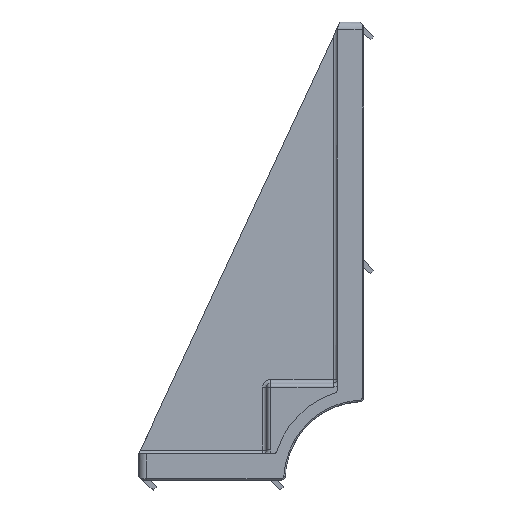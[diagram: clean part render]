
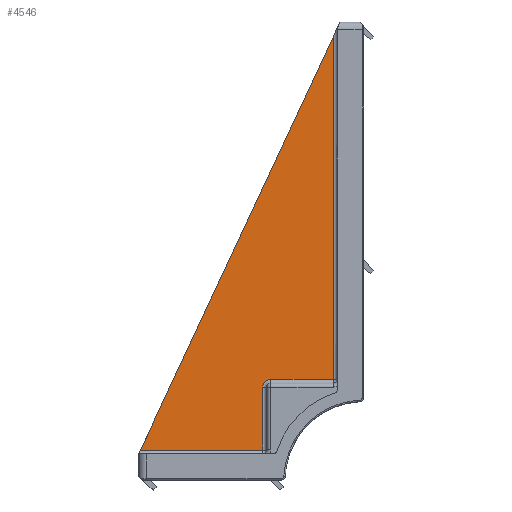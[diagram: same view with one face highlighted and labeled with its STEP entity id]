
A CAD part, top view. The second image highlights one B-rep face of the part: STEP entity #4546.
In plain terms, the highlighted planar face has unit normal (-0.012, 0.012, 1).
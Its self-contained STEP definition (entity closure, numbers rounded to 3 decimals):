
#99=PLANE($,#4867);
#234=FACE_OUTER_BOUND($,#511,.T.);
#511=EDGE_LOOP($,(#3126,#3127,#3128,#3129,#3130,#3131));
#796=B_SPLINE_CURVE_WITH_KNOTS($,3,(#6918,#6919,#6920,#6921,#6922,#6923,
#6924,#6925,#6926,#6927,#6928,#6929,#6930,#6931,#6932,#6933,#6934,#6935,
#6936,#6937,#6938,#6939,#6940,#6941,#6942,#6943,#6944,#6945),
 .UNSPECIFIED.,.F.,.F.,(4,3,3,3,3,3,3,3,3,4),(0.,0.136,0.228,
0.25,0.26,0.5,0.734,
0.74,0.75,1.),.UNSPECIFIED.);
#1022=LINE($,#6728,#1411);
#1044=LINE($,#6909,#1433);
#1045=LINE($,#6914,#1434);
#1046=LINE($,#6915,#1435);
#1047=LINE($,#6917,#1436);
#1411=VECTOR($,#5336,174.554);
#1433=VECTOR($,#5408,46.772);
#1434=VECTOR($,#5413,24.002);
#1435=VECTOR($,#5414,131.207);
#1436=VECTOR($,#5415,24.002);
#1912=VERTEX_POINT($,#6725);
#1913=VERTEX_POINT($,#6727);
#1949=VERTEX_POINT($,#6908);
#1950=VERTEX_POINT($,#6912);
#1951=VERTEX_POINT($,#6913);
#1952=VERTEX_POINT($,#6916);
#2357=EDGE_CURVE($,#1913,#1912,#1022,.T.);
#2402=EDGE_CURVE($,#1912,#1949,#1044,.T.);
#2404=EDGE_CURVE($,#1950,#1951,#1045,.T.);
#2405=EDGE_CURVE($,#1951,#1913,#1046,.T.);
#2406=EDGE_CURVE($,#1949,#1952,#1047,.T.);
#2407=EDGE_CURVE($,#1952,#1950,#796,.T.);
#3126=ORIENTED_EDGE($,*,*,#2404,.T.);
#3127=ORIENTED_EDGE($,*,*,#2405,.T.);
#3128=ORIENTED_EDGE($,*,*,#2357,.T.);
#3129=ORIENTED_EDGE($,*,*,#2402,.T.);
#3130=ORIENTED_EDGE($,*,*,#2406,.T.);
#3131=ORIENTED_EDGE($,*,*,#2407,.T.);
#4546=ADVANCED_FACE($,(#234),#99,.T.);
#4867=AXIS2_PLACEMENT_3D($,#6911,#5411,#5412);
#5336=DIRECTION($,(-0.423,-0.906,0.006));
#5408=DIRECTION($,(1.,0.,0.012));
#5411=DIRECTION('center_axis',(-0.012,0.012,1.));
#5412=DIRECTION('ref_axis',(0.,-1.,0.012));
#5413=DIRECTION($,(1.,0.,0.012));
#5414=DIRECTION($,(0.,1.,-0.012));
#5415=DIRECTION($,(0.,1.,-0.012));
#6725=CARTESIAN_POINT('',(-85.25,11.481,-14.324));
#6727=CARTESIAN_POINT('',(-11.481,169.678,-15.366));
#6728=CARTESIAN_POINT($,(-11.481,169.678,-15.366));
#6908=CARTESIAN_POINT('',(-38.481,11.481,-13.746));
#6909=CARTESIAN_POINT($,(-92.188,11.481,-14.409));
#6911=CARTESIAN_POINT('Origin',(-15.,15.,-13.5));
#6912=CARTESIAN_POINT('',(-35.481,38.481,-14.043));
#6913=CARTESIAN_POINT('',(-11.481,38.481,-13.746));
#6914=CARTESIAN_POINT($,(-35.481,38.481,-14.043));
#6915=CARTESIAN_POINT($,(-11.481,15.001,-13.457));
#6916=CARTESIAN_POINT('',(-38.481,35.481,-14.043));
#6917=CARTESIAN_POINT($,(-38.481,14.996,-13.79));
#6918=CARTESIAN_POINT('Ctrl Pts',(-38.481,35.481,-14.043));
#6919=CARTESIAN_POINT('Ctrl Pts',(-38.481,35.689,-14.045));
#6920=CARTESIAN_POINT('Ctrl Pts',(-38.46,35.892,-14.047));
#6921=CARTESIAN_POINT('Ctrl Pts',(-38.419,36.091,-14.049));
#6922=CARTESIAN_POINT('Ctrl Pts',(-38.391,36.227,-14.051));
#6923=CARTESIAN_POINT('Ctrl Pts',(-38.353,36.361,-14.052));
#6924=CARTESIAN_POINT('Ctrl Pts',(-38.306,36.494,-14.053));
#6925=CARTESIAN_POINT('Ctrl Pts',(-38.295,36.524,-14.053));
#6926=CARTESIAN_POINT('Ctrl Pts',(-38.284,36.553,-14.053));
#6927=CARTESIAN_POINT('Ctrl Pts',(-38.271,36.586,-14.054));
#6928=CARTESIAN_POINT('Ctrl Pts',(-38.265,36.6,-14.054));
#6929=CARTESIAN_POINT('Ctrl Pts',(-38.259,36.615,-14.054));
#6930=CARTESIAN_POINT('Ctrl Pts',(-38.253,36.63,-14.054));
#6931=CARTESIAN_POINT('Ctrl Pts',(-38.101,36.996,-14.057));
#6932=CARTESIAN_POINT('Ctrl Pts',(-37.884,37.321,-14.058));
#6933=CARTESIAN_POINT('Ctrl Pts',(-37.603,37.603,-14.058));
#6934=CARTESIAN_POINT('Ctrl Pts',(-37.328,37.877,-14.058));
#6935=CARTESIAN_POINT('Ctrl Pts',(-37.013,38.09,-14.057));
#6936=CARTESIAN_POINT('Ctrl Pts',(-36.657,38.241,-14.054));
#6937=CARTESIAN_POINT('Ctrl Pts',(-36.648,38.245,-14.054));
#6938=CARTESIAN_POINT('Ctrl Pts',(-36.639,38.249,-14.054));
#6939=CARTESIAN_POINT('Ctrl Pts',(-36.63,38.253,-14.054));
#6940=CARTESIAN_POINT('Ctrl Pts',(-36.614,38.259,-14.054));
#6941=CARTESIAN_POINT('Ctrl Pts',(-36.599,38.265,-14.054));
#6942=CARTESIAN_POINT('Ctrl Pts',(-36.586,38.271,-14.054));
#6943=CARTESIAN_POINT('Ctrl Pts',(-36.231,38.411,-14.051));
#6944=CARTESIAN_POINT('Ctrl Pts',(-35.863,38.481,-14.047));
#6945=CARTESIAN_POINT('Ctrl Pts',(-35.481,38.481,-14.043));
